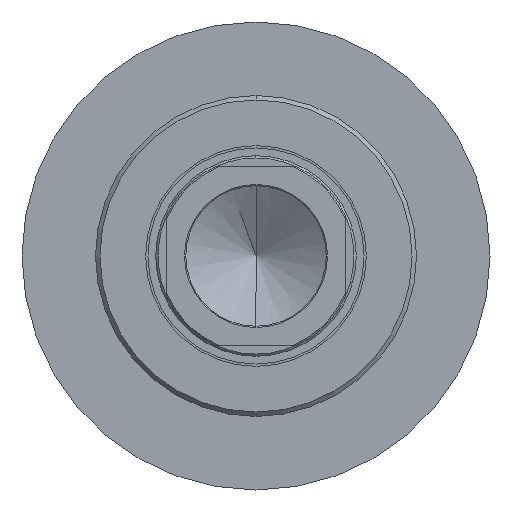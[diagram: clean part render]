
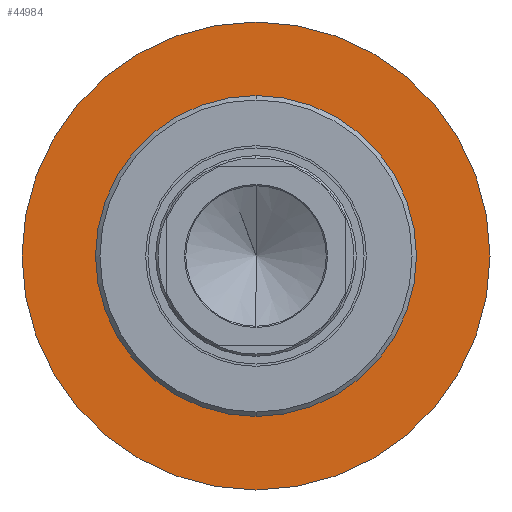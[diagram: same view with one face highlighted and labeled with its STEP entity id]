
A CAD part, left-side view. The second image highlights one B-rep face of the part: STEP entity #44984.
In plain terms, the highlighted face is planar.
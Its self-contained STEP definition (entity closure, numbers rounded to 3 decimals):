
#957 = CIRCLE ( 'NONE', #29404, 36. ) ;
#2256 = DIRECTION ( 'NONE',  ( 1., 0., 0. ) ) ;
#2436 = ORIENTED_EDGE ( 'NONE', *, *, #14002, .F. ) ;
#5157 = CARTESIAN_POINT ( 'NONE',  ( 0., 0., 36. ) ) ;
#5230 = CARTESIAN_POINT ( 'NONE',  ( 0., 0., 0. ) ) ;
#7513 = CARTESIAN_POINT ( 'NONE',  ( 0., 0., -52.5 ) ) ;
#8112 = DIRECTION ( 'NONE',  ( -1., 0., 0. ) ) ;
#9067 = DIRECTION ( 'NONE',  ( -1., 0., 0. ) ) ;
#9616 = VERTEX_POINT ( 'NONE', #5157 ) ;
#9739 = CARTESIAN_POINT ( 'NONE',  ( 0., 0., 52.5 ) ) ;
#10695 = EDGE_CURVE ( 'NONE', #27834, #9616, #31989, .T. ) ;
#10964 = ORIENTED_EDGE ( 'NONE', *, *, #28995, .F. ) ;
#12473 = FACE_OUTER_BOUND ( 'NONE', #13790, .T. ) ;
#13576 = AXIS2_PLACEMENT_3D ( 'NONE', #34319, #27226, #16490 ) ;
#13790 = EDGE_LOOP ( 'NONE', ( #2436, #10964 ) ) ;
#14002 = EDGE_CURVE ( 'NONE', #16902, #21996, #19051, .T. ) ;
#14736 = ORIENTED_EDGE ( 'NONE', *, *, #10695, .F. ) ;
#16490 = DIRECTION ( 'NONE',  ( 0., 0., 1. ) ) ;
#16902 = VERTEX_POINT ( 'NONE', #7513 ) ;
#17946 = CIRCLE ( 'NONE', #13576, 52.5 ) ;
#19051 = CIRCLE ( 'NONE', #24881, 52.5 ) ;
#19217 = EDGE_CURVE ( 'NONE', #9616, #27834, #957, .T. ) ;
#19219 = CARTESIAN_POINT ( 'NONE',  ( 0., 0., 0. ) ) ;
#21269 = CARTESIAN_POINT ( 'NONE',  ( 0., 0., -36. ) ) ;
#21996 = VERTEX_POINT ( 'NONE', #9739 ) ;
#22495 = AXIS2_PLACEMENT_3D ( 'NONE', #5230, #2256, #37178 ) ;
#22978 = DIRECTION ( 'NONE',  ( 0., 0., 1. ) ) ;
#24120 = EDGE_LOOP ( 'NONE', ( #25675, #14736 ) ) ;
#24881 = AXIS2_PLACEMENT_3D ( 'NONE', #32540, #8112, #29559 ) ;
#25675 = ORIENTED_EDGE ( 'NONE', *, *, #19217, .F. ) ;
#27153 = AXIS2_PLACEMENT_3D ( 'NONE', #30535, #9067, #22978 ) ;
#27226 = DIRECTION ( 'NONE',  ( -1., 0., 0. ) ) ;
#27834 = VERTEX_POINT ( 'NONE', #21269 ) ;
#28995 = EDGE_CURVE ( 'NONE', #21996, #16902, #17946, .T. ) ;
#29404 = AXIS2_PLACEMENT_3D ( 'NONE', #19219, #43642, #29736 ) ;
#29559 = DIRECTION ( 'NONE',  ( 0., 0., 1. ) ) ;
#29736 = DIRECTION ( 'NONE',  ( 0., 0., -1. ) ) ;
#30535 = CARTESIAN_POINT ( 'NONE',  ( 0., 0., 0. ) ) ;
#31989 = CIRCLE ( 'NONE', #22495, 36. ) ;
#32540 = CARTESIAN_POINT ( 'NONE',  ( 0., 0., 0. ) ) ;
#34319 = CARTESIAN_POINT ( 'NONE',  ( 0., 0., 0. ) ) ;
#37178 = DIRECTION ( 'NONE',  ( 0., 0., -1. ) ) ;
#40334 = PLANE ( 'NONE',  #27153 ) ;
#43642 = DIRECTION ( 'NONE',  ( 1., 0., 0. ) ) ;
#43754 = FACE_BOUND ( 'NONE', #24120, .T. ) ;
#44984 = ADVANCED_FACE ( 'NONE', ( #43754, #12473 ), #40334, .F. ) ;
